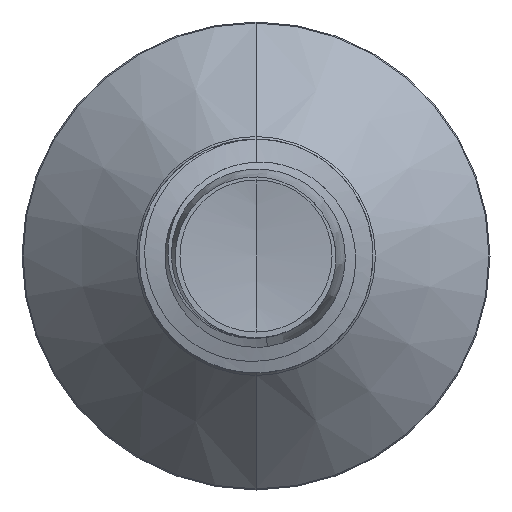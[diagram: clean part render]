
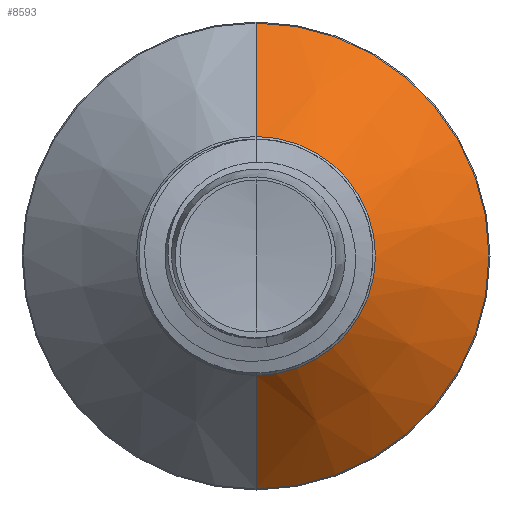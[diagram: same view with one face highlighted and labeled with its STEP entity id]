
A CAD part, front view. The second image highlights one B-rep face of the part: STEP entity #8593.
In plain terms, the highlighted conical face has half-angle 45 degrees and reference radius 2.042 mm.
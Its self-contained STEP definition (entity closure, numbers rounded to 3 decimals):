
#82 = LINE ( 'NONE', #11134, #12624 ) ;
#375 = DIRECTION ( 'NONE',  ( 0., 1., 0. ) ) ;
#622 = CARTESIAN_POINT ( 'NONE',  ( 0., 4.842, 2.042 ) ) ;
#748 = CARTESIAN_POINT ( 'NONE',  ( 0., 4.842, 2.042 ) ) ;
#899 = VERTEX_POINT ( 'NONE', #5392 ) ;
#1186 = CARTESIAN_POINT ( 'NONE',  ( 0., 4.842, 0. ) ) ;
#2254 = ORIENTED_EDGE ( 'NONE', *, *, #5087, .T. ) ;
#2368 = AXIS2_PLACEMENT_3D ( 'NONE', #7703, #375, #8929 ) ;
#2438 = DIRECTION ( 'NONE',  ( 0., 0., 1. ) ) ;
#3909 = DIRECTION ( 'NONE',  ( 0., 0.707, -0.707 ) ) ;
#3944 = CARTESIAN_POINT ( 'NONE',  ( 0., 6.782, 3.982 ) ) ;
#4001 = VERTEX_POINT ( 'NONE', #3944 ) ;
#4296 = DIRECTION ( 'NONE',  ( 0., 1., 0. ) ) ;
#5087 = EDGE_CURVE ( 'NONE', #14336, #6856, #5672, .T. ) ;
#5177 = EDGE_CURVE ( 'NONE', #14336, #4001, #14070, .T. ) ;
#5392 = CARTESIAN_POINT ( 'NONE',  ( 0., 6.782, -3.982 ) ) ;
#5672 = CIRCLE ( 'NONE', #12951, 2.042 ) ;
#5689 = EDGE_CURVE ( 'NONE', #6856, #899, #82, .T. ) ;
#5840 = ORIENTED_EDGE ( 'NONE', *, *, #5177, .F. ) ;
#5931 = ORIENTED_EDGE ( 'NONE', *, *, #7645, .F. ) ;
#6811 = FACE_OUTER_BOUND ( 'NONE', #10283, .T. ) ;
#6856 = VERTEX_POINT ( 'NONE', #13611 ) ;
#7645 = EDGE_CURVE ( 'NONE', #4001, #899, #11693, .T. ) ;
#7703 = CARTESIAN_POINT ( 'NONE',  ( 0., 6.782, 0. ) ) ;
#7896 = DIRECTION ( 'NONE',  ( 0., 0.707, 0.707 ) ) ;
#8593 = ADVANCED_FACE ( 'NONE', ( #6811 ), #15510, .T. ) ;
#8929 = DIRECTION ( 'NONE',  ( 0., 0., 1. ) ) ;
#9689 = DIRECTION ( 'NONE',  ( 0., 1., 0. ) ) ;
#10283 = EDGE_LOOP ( 'NONE', ( #2254, #14100, #5931, #5840 ) ) ;
#10956 = VECTOR ( 'NONE', #7896, 1000. ) ;
#11134 = CARTESIAN_POINT ( 'NONE',  ( 0., 4.842, -2.042 ) ) ;
#11525 = CARTESIAN_POINT ( 'NONE',  ( 0., 4.842, 0. ) ) ;
#11693 = CIRCLE ( 'NONE', #2368, 3.982 ) ;
#12624 = VECTOR ( 'NONE', #3909, 1000. ) ;
#12709 = DIRECTION ( 'NONE',  ( 0., 0., 1. ) ) ;
#12951 = AXIS2_PLACEMENT_3D ( 'NONE', #11525, #4296, #12709 ) ;
#13611 = CARTESIAN_POINT ( 'NONE',  ( 0., 4.842, -2.042 ) ) ;
#14070 = LINE ( 'NONE', #622, #10956 ) ;
#14100 = ORIENTED_EDGE ( 'NONE', *, *, #5689, .T. ) ;
#14336 = VERTEX_POINT ( 'NONE', #748 ) ;
#15372 = AXIS2_PLACEMENT_3D ( 'NONE', #1186, #9689, #2438 ) ;
#15510 = CONICAL_SURFACE ( 'NONE', #15372, 2.042, 0.785 ) ;
